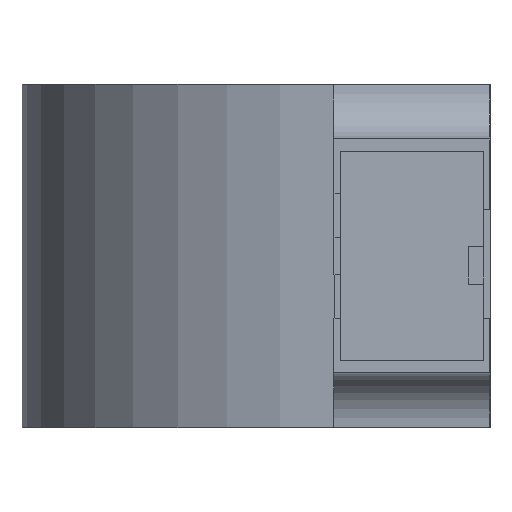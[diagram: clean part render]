
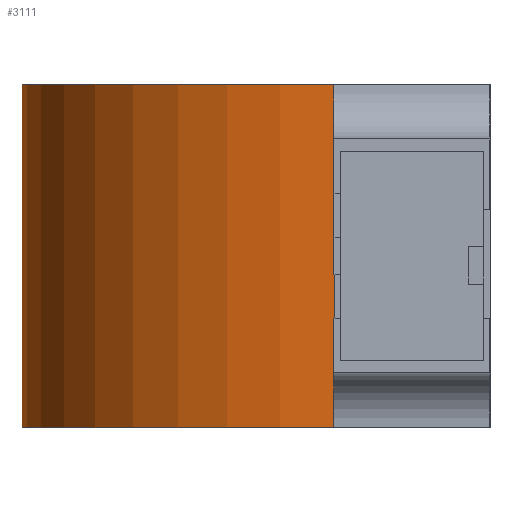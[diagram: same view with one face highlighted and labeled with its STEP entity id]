
A CAD part, left-side view. The second image highlights one B-rep face of the part: STEP entity #3111.
In plain terms, the highlighted cylindrical face has radius 1 mm (diameter 2 mm), a partial arc.
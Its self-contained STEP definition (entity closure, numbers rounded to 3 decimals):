
#13=CIRCLE('',#3312,1.);
#14=CIRCLE('',#3313,1.);
#65=CYLINDRICAL_SURFACE('',#3311,1.);
#149=FACE_OUTER_BOUND('',#324,.T.);
#324=EDGE_LOOP('',(#2166,#2167,#2168,#2169));
#537=LINE('',#4521,#938);
#538=LINE('',#4524,#939);
#938=VECTOR('',#3650,1000.);
#939=VECTOR('',#3653,1000.);
#1315=VERTEX_POINT('',#4517);
#1316=VERTEX_POINT('',#4518);
#1317=VERTEX_POINT('',#4520);
#1318=VERTEX_POINT('',#4522);
#1641=EDGE_CURVE('',#1315,#1316,#13,.T.);
#1642=EDGE_CURVE('',#1315,#1317,#537,.T.);
#1643=EDGE_CURVE('',#1317,#1318,#14,.T.);
#1644=EDGE_CURVE('',#1316,#1318,#538,.T.);
#2166=ORIENTED_EDGE('',*,*,#1641,.F.);
#2167=ORIENTED_EDGE('',*,*,#1642,.T.);
#2168=ORIENTED_EDGE('',*,*,#1643,.T.);
#2169=ORIENTED_EDGE('',*,*,#1644,.F.);
#3111=ADVANCED_FACE('',(#149),#65,.T.);
#3311=AXIS2_PLACEMENT_3D('',#4516,#3646,#3647);
#3312=AXIS2_PLACEMENT_3D('',#4519,#3648,#3649);
#3313=AXIS2_PLACEMENT_3D('',#4523,#3651,#3652);
#3646=DIRECTION('center_axis',(0.,0.,
1.));
#3647=DIRECTION('ref_axis',(0.,1.,0.));
#3648=DIRECTION('center_axis',(0.,0.,
-1.));
#3649=DIRECTION('ref_axis',(0.,-1.,0.));
#3650=DIRECTION('',(0.,0.,1.));
#3651=DIRECTION('center_axis',(0.,0.,
-1.));
#3652=DIRECTION('ref_axis',(0.,-1.,0.));
#3653=DIRECTION('',(0.,0.,1.));
#4516=CARTESIAN_POINT('Origin',(0.,0.25,
0.));
#4517=CARTESIAN_POINT('',(-1.,0.25,0.));
#4518=CARTESIAN_POINT('',(1.,0.25,0.));
#4519=CARTESIAN_POINT('Origin',(0.,0.25,
0.));
#4520=CARTESIAN_POINT('',(-1.,0.25,1.1));
#4521=CARTESIAN_POINT('',(-1.,0.25,0.));
#4522=CARTESIAN_POINT('',(1.,0.25,1.1));
#4523=CARTESIAN_POINT('Origin',(0.,0.25,
1.1));
#4524=CARTESIAN_POINT('',(1.,0.25,0.));
